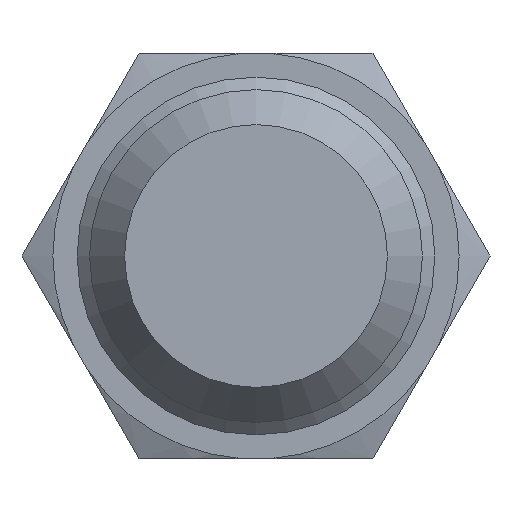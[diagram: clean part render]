
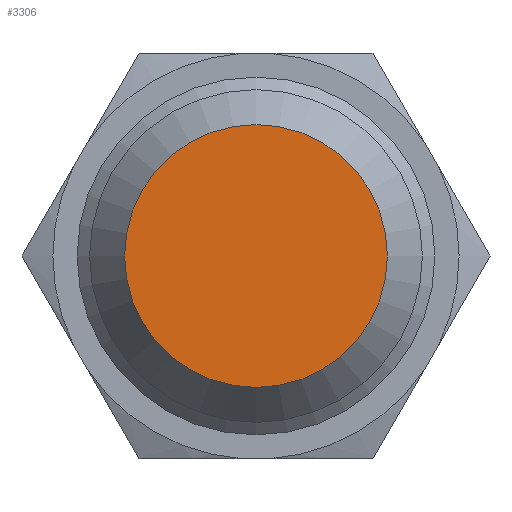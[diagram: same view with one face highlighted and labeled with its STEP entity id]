
A CAD part, left-side view. The second image highlights one B-rep face of the part: STEP entity #3306.
In plain terms, the highlighted planar face has unit normal (-1, 0, 0).
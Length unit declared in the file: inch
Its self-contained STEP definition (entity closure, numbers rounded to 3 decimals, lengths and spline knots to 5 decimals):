
#3263=CARTESIAN_POINT('',(-1.098,0.,0.689));
#3264=VERTEX_POINT('',#3263);
#3265=CARTESIAN_POINT('',(-1.098,0.,0.));
#3266=DIRECTION('',(1.0,0.0,0.0));
#3267=DIRECTION('',(0.0,0.0,-1.0));
#3268=AXIS2_PLACEMENT_3D('',#3265,#3266,#3267);
#3269=CIRCLE('',#3268,0.689);
#3270=EDGE_CURVE('',#3264,#3264,#3269,.T.);
#3298=CARTESIAN_POINT('',(-1.098,0.,0.));
#3299=DIRECTION('',(1.0,0.0,0.0));
#3300=DIRECTION('',(0.0,0.0,-1.0));
#3301=AXIS2_PLACEMENT_3D('',#3298,#3299,#3300);
#3302=PLANE('',#3301);
#3303=ORIENTED_EDGE('',*,*,#3270,.F.);
#3304=EDGE_LOOP('',(#3303));
#3305=FACE_OUTER_BOUND('',#3304,.T.);
#3306=ADVANCED_FACE('',(#3305),#3302,.F.);
